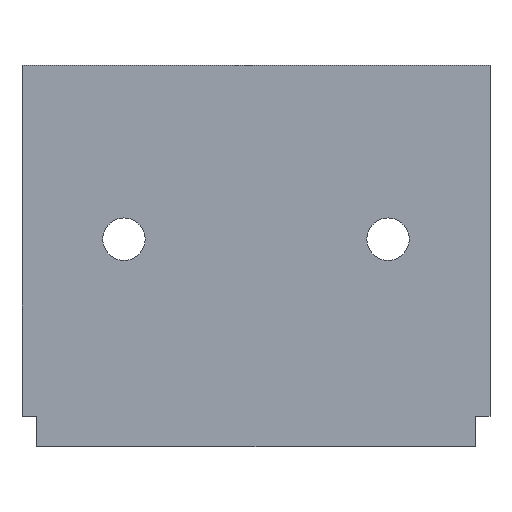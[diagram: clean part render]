
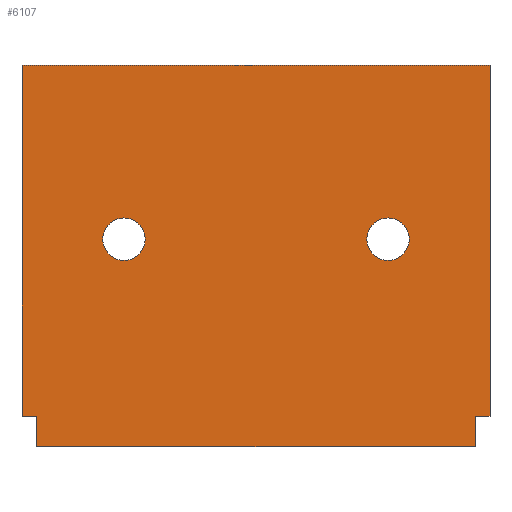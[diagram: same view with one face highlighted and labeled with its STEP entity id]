
A CAD part, front view. The second image highlights one B-rep face of the part: STEP entity #6107.
In plain terms, the highlighted planar face has unit normal (0, -1, 0).
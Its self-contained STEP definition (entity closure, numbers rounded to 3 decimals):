
#26 = ORIENTED_EDGE ( 'NONE', *, *, #4493, .F. ) ;
#30 = CARTESIAN_POINT ( 'NONE',  ( 26.15, 0., -20.25 ) ) ;
#94 = VERTEX_POINT ( 'NONE', #3027 ) ;
#110 = CARTESIAN_POINT ( 'NONE',  ( 0., 0., -22. ) ) ;
#198 = CARTESIAN_POINT ( 'NONE',  ( 20.265, 0., -11.255 ) ) ;
#226 = VECTOR ( 'NONE', #1665, 1000. ) ;
#365 = CARTESIAN_POINT ( 'NONE',  ( 20.265, 0., -10.03 ) ) ;
#471 = CARTESIAN_POINT ( 'NONE',  ( -0.86, 0., -20.25 ) ) ;
#585 = CIRCLE ( 'NONE', #1221, 1.225 ) ;
#650 = DIRECTION ( 'NONE',  ( 0., 0., 1. ) ) ;
#676 = LINE ( 'NONE', #1729, #226 ) ;
#734 = VERTEX_POINT ( 'NONE', #4303 ) ;
#792 = AXIS2_PLACEMENT_3D ( 'NONE', #2225, #5600, #2427 ) ;
#822 = FACE_BOUND ( 'NONE', #2575, .T. ) ;
#1042 = VERTEX_POINT ( 'NONE', #5702 ) ;
#1145 = EDGE_CURVE ( 'NONE', #734, #2254, #4742, .T. ) ;
#1199 = VERTEX_POINT ( 'NONE', #6113 ) ;
#1221 = AXIS2_PLACEMENT_3D ( 'NONE', #2689, #4022, #3936 ) ;
#1244 = ORIENTED_EDGE ( 'NONE', *, *, #1412, .F. ) ;
#1318 = ORIENTED_EDGE ( 'NONE', *, *, #1932, .F. ) ;
#1408 = CIRCLE ( 'NONE', #5332, 1.225 ) ;
#1412 = EDGE_CURVE ( 'NONE', #3348, #1848, #5933, .T. ) ;
#1532 = ORIENTED_EDGE ( 'NONE', *, *, #1145, .F. ) ;
#1572 = CARTESIAN_POINT ( 'NONE',  ( 25.29, 0., -20.25 ) ) ;
#1583 = AXIS2_PLACEMENT_3D ( 'NONE', #365, #4203, #650 ) ;
#1642 = ORIENTED_EDGE ( 'NONE', *, *, #4555, .F. ) ;
#1659 = CARTESIAN_POINT ( 'NONE',  ( 25.29, 0., 0. ) ) ;
#1665 = DIRECTION ( 'NONE',  ( 0., 0., -1. ) ) ;
#1729 = CARTESIAN_POINT ( 'NONE',  ( 25.29, 0., 0. ) ) ;
#1837 = DIRECTION ( 'NONE',  ( 0., -1., 0. ) ) ;
#1847 = CARTESIAN_POINT ( 'NONE',  ( 26.15, 0., 0. ) ) ;
#1848 = VERTEX_POINT ( 'NONE', #110 ) ;
#1907 = ORIENTED_EDGE ( 'NONE', *, *, #3173, .F. ) ;
#1932 = EDGE_CURVE ( 'NONE', #94, #5337, #2492, .T. ) ;
#1958 = VECTOR ( 'NONE', #5942, 1000. ) ;
#2002 = CARTESIAN_POINT ( 'NONE',  ( 25.29, 0., -22. ) ) ;
#2147 = DIRECTION ( 'NONE',  ( 0., 0., -1. ) ) ;
#2225 = CARTESIAN_POINT ( 'NONE',  ( 5.025, 0., -10.03 ) ) ;
#2254 = VERTEX_POINT ( 'NONE', #1572 ) ;
#2283 = DIRECTION ( 'NONE',  ( 0., 0., 1. ) ) ;
#2326 = CARTESIAN_POINT ( 'NONE',  ( -0.86, 0., -20.25 ) ) ;
#2427 = DIRECTION ( 'NONE',  ( 0., 0., 1. ) ) ;
#2454 = EDGE_CURVE ( 'NONE', #3148, #1848, #4655, .T. ) ;
#2459 = DIRECTION ( 'NONE',  ( 0., 0., 1. ) ) ;
#2471 = CIRCLE ( 'NONE', #792, 1.225 ) ;
#2492 = CIRCLE ( 'NONE', #1583, 1.225 ) ;
#2575 = EDGE_LOOP ( 'NONE', ( #5399, #1642 ) ) ;
#2666 = ORIENTED_EDGE ( 'NONE', *, *, #3692, .T. ) ;
#2689 = CARTESIAN_POINT ( 'NONE',  ( 5.025, 0., -10.03 ) ) ;
#2729 = PLANE ( 'NONE',  #3386 ) ;
#2731 = ORIENTED_EDGE ( 'NONE', *, *, #5839, .F. ) ;
#3027 = CARTESIAN_POINT ( 'NONE',  ( 20.265, 0., -8.805 ) ) ;
#3102 = DIRECTION ( 'NONE',  ( 0., 0., -1. ) ) ;
#3148 = VERTEX_POINT ( 'NONE', #4215 ) ;
#3173 = EDGE_CURVE ( 'NONE', #1199, #734, #5846, .T. ) ;
#3348 = VERTEX_POINT ( 'NONE', #4532 ) ;
#3354 = FACE_BOUND ( 'NONE', #3621, .T. ) ;
#3369 = LINE ( 'NONE', #5936, #1958 ) ;
#3386 = AXIS2_PLACEMENT_3D ( 'NONE', #1659, #4475, #2459 ) ;
#3493 = FACE_OUTER_BOUND ( 'NONE', #5022, .T. ) ;
#3507 = CARTESIAN_POINT ( 'NONE',  ( 5.025, 0., -8.805 ) ) ;
#3597 = VECTOR ( 'NONE', #4860, 1000. ) ;
#3621 = EDGE_LOOP ( 'NONE', ( #1318, #26 ) ) ;
#3656 = LINE ( 'NONE', #471, #3597 ) ;
#3692 = EDGE_CURVE ( 'NONE', #1042, #3148, #3656, .T. ) ;
#3895 = VERTEX_POINT ( 'NONE', #5967 ) ;
#3936 = DIRECTION ( 'NONE',  ( 0., 0., 1. ) ) ;
#4022 = DIRECTION ( 'NONE',  ( 0., -1., 0. ) ) ;
#4115 = DIRECTION ( 'NONE',  ( -1., 0., 0. ) ) ;
#4203 = DIRECTION ( 'NONE',  ( 0., -1., 0. ) ) ;
#4215 = CARTESIAN_POINT ( 'NONE',  ( 0., 0., -20.25 ) ) ;
#4303 = CARTESIAN_POINT ( 'NONE',  ( 26.15, 0., -20.25 ) ) ;
#4366 = EDGE_CURVE ( 'NONE', #5673, #6121, #585, .T. ) ;
#4470 = LINE ( 'NONE', #2326, #5844 ) ;
#4475 = DIRECTION ( 'NONE',  ( 0., 1., 0. ) ) ;
#4493 = EDGE_CURVE ( 'NONE', #5337, #94, #1408, .T. ) ;
#4504 = VECTOR ( 'NONE', #2147, 1000. ) ;
#4532 = CARTESIAN_POINT ( 'NONE',  ( 25.29, 0., -22. ) ) ;
#4555 = EDGE_CURVE ( 'NONE', #6121, #5673, #2471, .T. ) ;
#4655 = LINE ( 'NONE', #5250, #4504 ) ;
#4733 = VECTOR ( 'NONE', #5861, 1000. ) ;
#4742 = LINE ( 'NONE', #30, #4733 ) ;
#4860 = DIRECTION ( 'NONE',  ( 1., 0., 0. ) ) ;
#4931 = CARTESIAN_POINT ( 'NONE',  ( 20.265, 0., -10.03 ) ) ;
#5022 = EDGE_LOOP ( 'NONE', ( #5144, #5085, #2666, #5216, #1244, #2731, #1532, #1907 ) ) ;
#5085 = ORIENTED_EDGE ( 'NONE', *, *, #5754, .F. ) ;
#5144 = ORIENTED_EDGE ( 'NONE', *, *, #5373, .T. ) ;
#5216 = ORIENTED_EDGE ( 'NONE', *, *, #2454, .T. ) ;
#5250 = CARTESIAN_POINT ( 'NONE',  ( 0., 0., 0. ) ) ;
#5332 = AXIS2_PLACEMENT_3D ( 'NONE', #4931, #1837, #5644 ) ;
#5337 = VERTEX_POINT ( 'NONE', #198 ) ;
#5373 = EDGE_CURVE ( 'NONE', #1199, #3895, #3369, .T. ) ;
#5399 = ORIENTED_EDGE ( 'NONE', *, *, #4366, .F. ) ;
#5422 = CARTESIAN_POINT ( 'NONE',  ( 5.025, 0., -11.255 ) ) ;
#5600 = DIRECTION ( 'NONE',  ( 0., -1., 0. ) ) ;
#5644 = DIRECTION ( 'NONE',  ( 0., 0., 1. ) ) ;
#5673 = VERTEX_POINT ( 'NONE', #3507 ) ;
#5702 = CARTESIAN_POINT ( 'NONE',  ( -0.86, 0., -20.25 ) ) ;
#5714 = VECTOR ( 'NONE', #3102, 1000. ) ;
#5754 = EDGE_CURVE ( 'NONE', #1042, #3895, #4470, .T. ) ;
#5839 = EDGE_CURVE ( 'NONE', #2254, #3348, #676, .T. ) ;
#5844 = VECTOR ( 'NONE', #2283, 1000. ) ;
#5846 = LINE ( 'NONE', #1847, #5714 ) ;
#5861 = DIRECTION ( 'NONE',  ( -1., 0., 0. ) ) ;
#5933 = LINE ( 'NONE', #2002, #6067 ) ;
#5936 = CARTESIAN_POINT ( 'NONE',  ( 25.29, 0., 0. ) ) ;
#5942 = DIRECTION ( 'NONE',  ( -1., 0., 0. ) ) ;
#5967 = CARTESIAN_POINT ( 'NONE',  ( -0.86, 0., 0. ) ) ;
#6067 = VECTOR ( 'NONE', #4115, 1000. ) ;
#6107 = ADVANCED_FACE ( 'NONE', ( #3354, #822, #3493 ), #2729, .F. ) ;
#6113 = CARTESIAN_POINT ( 'NONE',  ( 26.15, 0., 0. ) ) ;
#6121 = VERTEX_POINT ( 'NONE', #5422 ) ;
